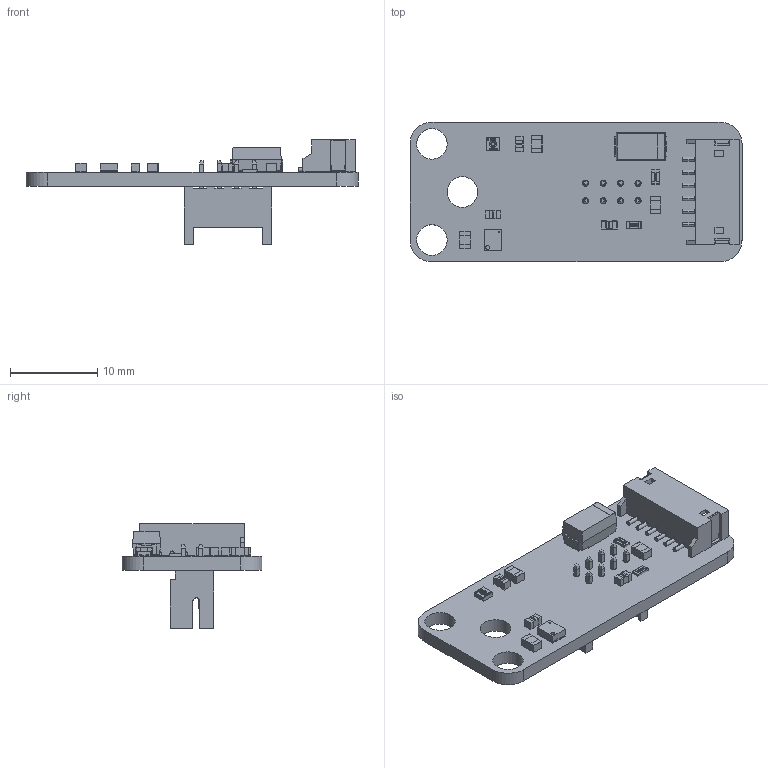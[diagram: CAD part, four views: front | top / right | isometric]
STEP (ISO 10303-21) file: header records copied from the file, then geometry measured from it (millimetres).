
FILE_DESCRIPTION(('KiCad electronic assembly'),'2;1');
FILE_NAME('DHTP.step','2024-07-01T09:21:39',('Pcbnew'),('Kicad'), 'Open CASCADE STEP processor 7.8','KiCad to STEP converter','Unknown' );
FILE_SCHEMA(('AUTOMOTIVE_DESIGN { 1 0 10303 214 1 1 1 1 }'));
Length unit declared in the file: millimetre
Products named in the file (18): DHTP 1; C0603C104K4RACTU; CCS_CCSTD_0603_L1.75W0.95T0.95B0.5; SHT4x; AF2A9F65-5F86-47DB-BF73-38C91065DB55; 0805C; User Library-CAPC2013X10; CAP2312-6032; TAJC686M006RNJ; RES0603; User Library-R SMD 0603; HDM-6x1.5-SMD-R; S6B-ZR-SM4A; DPS368; DPS310; HDM-2x4x2.0-TH; DF11-8DP-2DSAÈª; WeatherStation_PCB
Assembly tree (22 placements, depth 3):
  DHTP 1
    C0603C104K4RACTU  x3
      CCS_CCSTD_0603_L1.75W0.95T0.95B0.5
    SHT4x
      AF2A9F65-5F86-47DB-BF73-38C91065DB55
    0805C  x3
      User Library-CAPC2013X10
    CAP2312-6032
      TAJC686M006RNJ
    RES0603  x2
      User Library-R SMD 0603
    HDM-6x1.5-SMD-R
      S6B-ZR-SM4A
    DPS368
      DPS310
    HDM-2x4x2.0-TH
      DF11-8DP-2DSAÈª
    WeatherStation_PCB
Bounding box: 38 x 16 x 12 mm (x, y, z)
Volume: 1252.8 mm3; surface area: 2467.9 mm2
Topology: 44 solids, 44 shells, 1381 faces, 3405 edges, 2110 vertices
Faces by surface type: plane 914, cylinder 243, bspline 160, sphere 48, torus 16
Full cylindrical faces by diameter (mm): 0.7 x8, 3.5 x3
Entity records: 34745 total; most frequent: CARTESIAN_POINT 10541, ORIENTED_EDGE 4632, DIRECTION 4094, EDGE_CURVE 2316, LINE 1868, VECTOR 1868, VERTEX_POINT 1488, AXIS2_PLACEMENT_3D 1113
